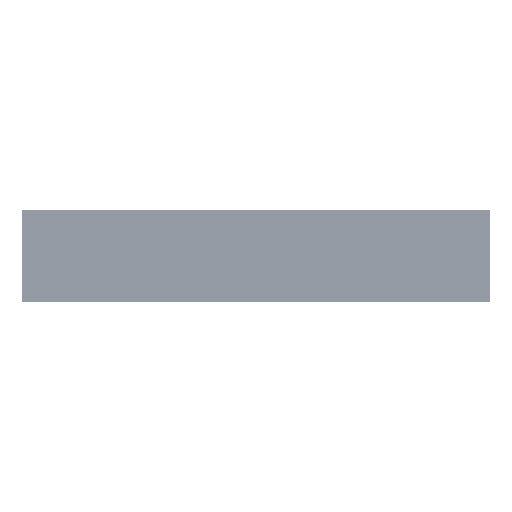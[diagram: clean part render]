
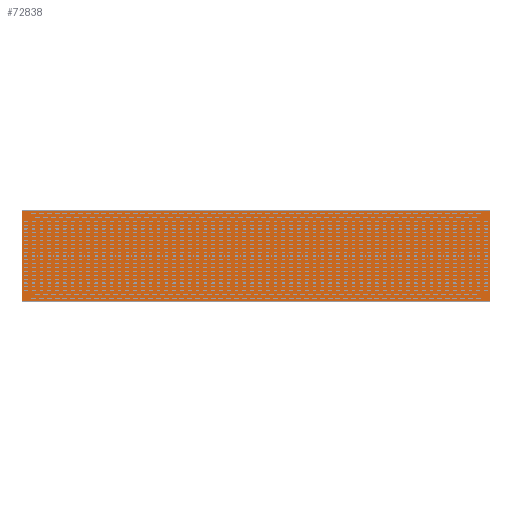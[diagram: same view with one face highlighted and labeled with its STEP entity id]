
A CAD part, top view. The second image highlights one B-rep face of the part: STEP entity #72838.
In plain terms, the highlighted planar face has unit normal (0, 0, 1).
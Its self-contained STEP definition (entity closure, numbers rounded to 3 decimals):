
#15244=FACE_OUTER_BOUND('',#18320,.T.);
#18320=EDGE_LOOP('',(#57760,#57761,#57762,#57763));
#21375=LINE('',#109361,#27403);
#21401=LINE('',#109457,#27429);
#21406=LINE('',#109470,#27434);
#21412=LINE('',#109493,#27440);
#27403=VECTOR('',#85055,1.);
#27429=VECTOR('',#85151,1.);
#27434=VECTOR('',#85164,1.);
#27440=VECTOR('',#85192,1.);
#33435=VERTEX_POINT('',#109358);
#33436=VERTEX_POINT('',#109360);
#33471=VERTEX_POINT('',#109455);
#33475=VERTEX_POINT('',#109469);
#45488=EDGE_CURVE('',#33436,#33435,#21375,.T.);
#45537=EDGE_CURVE('',#33471,#33435,#21401,.F.);
#45543=EDGE_CURVE('',#33475,#33436,#21406,.T.);
#45555=EDGE_CURVE('',#33475,#33471,#21412,.T.);
#57760=ORIENTED_EDGE('',*,*,#45537,.F.);
#57761=ORIENTED_EDGE('',*,*,#45555,.F.);
#57762=ORIENTED_EDGE('',*,*,#45543,.T.);
#57763=ORIENTED_EDGE('',*,*,#45488,.T.);
#69762=PLANE('',#75956);
#72838=ADVANCED_FACE('',(#15244),#69762,.T.);
#75956=AXIS2_PLACEMENT_3D('',#109529,#85236,#85237);
#85055=DIRECTION('',(0.,1.,0.));
#85151=DIRECTION('',(-1.,0.,0.));
#85164=DIRECTION('',(1.,0.,0.));
#85192=DIRECTION('',(0.,1.,0.));
#85236=DIRECTION('center_axis',(0.,0.,1.));
#85237=DIRECTION('ref_axis',(1.,0.,0.));
#109358=CARTESIAN_POINT('',(3154.199,472.513,-23.5));
#109360=CARTESIAN_POINT('',(3154.199,-120.487,-23.5));
#109361=CARTESIAN_POINT('',(3154.199,176.013,-23.5));
#109455=CARTESIAN_POINT('',(124.199,472.513,-23.5));
#109457=CARTESIAN_POINT('',(1639.199,472.513,-23.5));
#109469=CARTESIAN_POINT('',(124.199,-120.487,-23.5));
#109470=CARTESIAN_POINT('',(1639.199,-120.487,-23.5));
#109493=CARTESIAN_POINT('',(124.199,176.013,-23.5));
#109529=CARTESIAN_POINT('Origin',(1639.199,176.013,-23.5));
